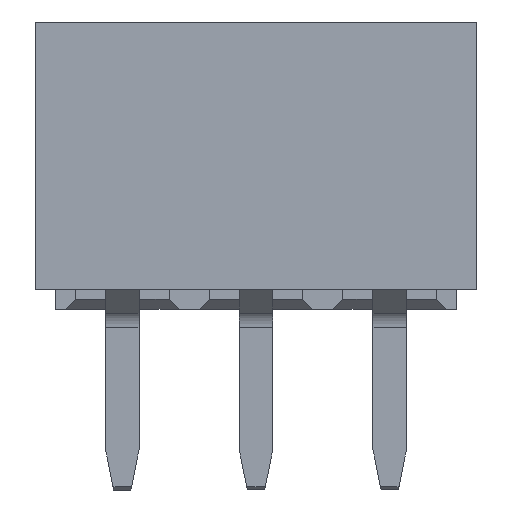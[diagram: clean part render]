
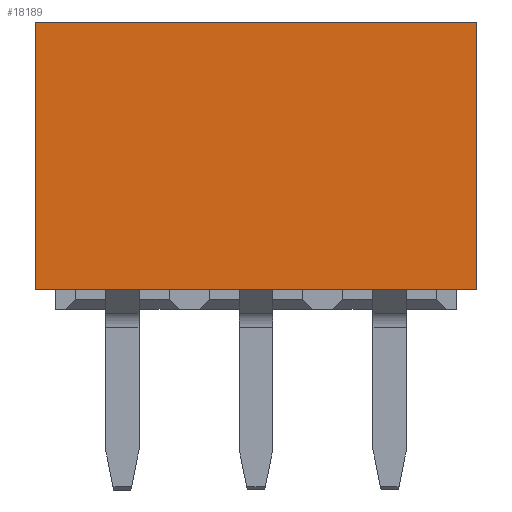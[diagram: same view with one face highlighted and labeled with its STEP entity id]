
A CAD part, front view. The second image highlights one B-rep face of the part: STEP entity #18189.
In plain terms, the highlighted face is planar.
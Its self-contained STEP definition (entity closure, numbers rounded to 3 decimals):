
#1037=LINE('',#25207,#2591);
#1048=LINE('',#25229,#2602);
#1049=LINE('',#25231,#2603);
#1050=LINE('',#25233,#2604);
#2591=VECTOR('',#20971,1000.);
#2602=VECTOR('',#20992,1000.);
#2603=VECTOR('',#20993,1000.);
#2604=VECTOR('',#20994,1000.);
#4514=ORIENTED_EDGE('',*,*,#8357,.T.);
#4515=ORIENTED_EDGE('',*,*,#8368,.T.);
#4516=ORIENTED_EDGE('',*,*,#8369,.T.);
#4517=ORIENTED_EDGE('',*,*,#8370,.T.);
#8357=EDGE_CURVE('',#10272,#10270,#1037,.T.);
#8368=EDGE_CURVE('',#10270,#10278,#1048,.T.);
#8369=EDGE_CURVE('',#10278,#10279,#1049,.T.);
#8370=EDGE_CURVE('',#10279,#10272,#1050,.T.);
#10270=VERTEX_POINT('',#25205);
#10272=VERTEX_POINT('',#25208);
#10278=VERTEX_POINT('',#25230);
#10279=VERTEX_POINT('',#25232);
#11452=EDGE_LOOP('',(#4514,#4515,#4516,#4517));
#12178=FACE_BOUND('',#11452,.T.);
#12879=PLANE('',#18999);
#18189=ADVANCED_FACE('',(#12178),#12879,.T.);
#18999=AXIS2_PLACEMENT_3D('',#25228,#20990,#20991);
#20971=DIRECTION('',(-1.,0.,0.));
#20990=DIRECTION('',(0.,1.,0.));
#20991=DIRECTION('',(0.,0.,1.));
#20992=DIRECTION('',(0.,0.,1.));
#20993=DIRECTION('',(1.,0.,0.));
#20994=DIRECTION('',(0.,0.,-1.));
#25205=CARTESIAN_POINT('',(-3.3,2.,-1.85));
#25207=CARTESIAN_POINT('',(3.3,2.,-1.85));
#25208=CARTESIAN_POINT('',(3.3,2.,-1.85));
#25228=CARTESIAN_POINT('',(0.,2.,0.));
#25229=CARTESIAN_POINT('',(-3.3,2.,-2.15));
#25230=CARTESIAN_POINT('',(-3.3,2.,2.15));
#25231=CARTESIAN_POINT('',(-3.3,2.,2.15));
#25232=CARTESIAN_POINT('',(3.3,2.,2.15));
#25233=CARTESIAN_POINT('',(3.3,2.,2.15));
